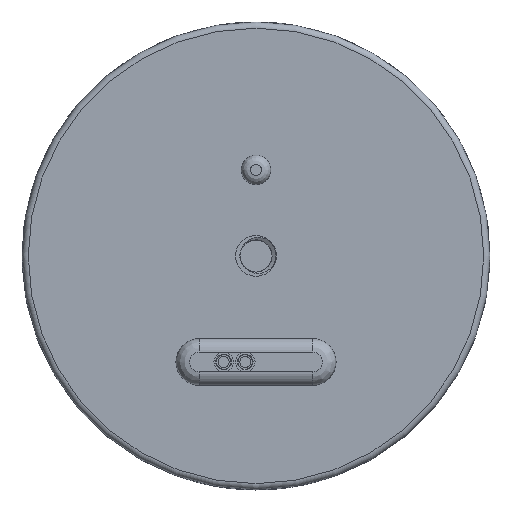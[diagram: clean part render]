
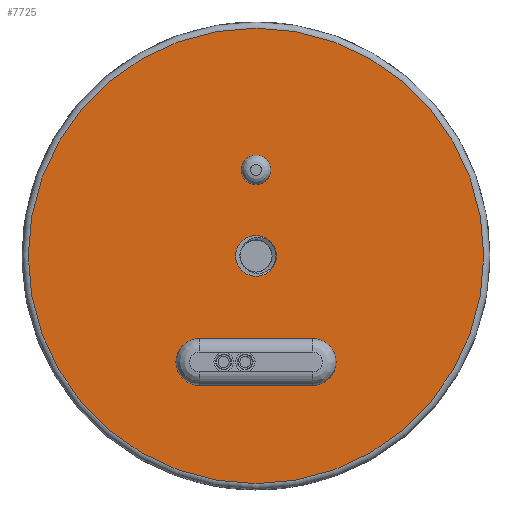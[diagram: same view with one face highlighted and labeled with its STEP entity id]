
A CAD part, top view. The second image highlights one B-rep face of the part: STEP entity #7725.
In plain terms, the highlighted planar face has unit normal (0, 0, 1).
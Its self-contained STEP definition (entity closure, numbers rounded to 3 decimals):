
#147=FACE_BOUND('',#1187,.T.);
#148=FACE_BOUND('',#1188,.T.);
#149=FACE_BOUND('',#1189,.T.);
#346=PLANE('',#8412);
#714=FACE_OUTER_BOUND('',#1186,.T.);
#1186=EDGE_LOOP('',(#6638));
#1187=EDGE_LOOP('',(#6639));
#1188=EDGE_LOOP('',(#6640));
#1189=EDGE_LOOP('',(#6641,#6642,#6643,#6644));
#1624=CIRCLE('',#8410,37.);
#1626=CIRCLE('',#8413,3.3);
#1627=CIRCLE('',#8414,2.4);
#1628=CIRCLE('',#8415,3.8);
#1629=CIRCLE('',#8416,3.8);
#2271=LINE('',#14397,#2985);
#2272=LINE('',#14401,#2986);
#2985=VECTOR('',#10302,10.);
#2986=VECTOR('',#10305,10.);
#3750=VERTEX_POINT('',#14387);
#3751=VERTEX_POINT('',#14391);
#3752=VERTEX_POINT('',#14393);
#3753=VERTEX_POINT('',#14395);
#3754=VERTEX_POINT('',#14396);
#3755=VERTEX_POINT('',#14398);
#3756=VERTEX_POINT('',#14400);
#4775=EDGE_CURVE('',#3750,#3750,#1624,.T.);
#4777=EDGE_CURVE('',#3751,#3751,#1626,.T.);
#4778=EDGE_CURVE('',#3752,#3752,#1627,.T.);
#4779=EDGE_CURVE('',#3753,#3754,#2271,.T.);
#4780=EDGE_CURVE('',#3754,#3755,#1628,.T.);
#4781=EDGE_CURVE('',#3755,#3756,#2272,.T.);
#4782=EDGE_CURVE('',#3756,#3753,#1629,.T.);
#6638=ORIENTED_EDGE('',*,*,#4775,.F.);
#6639=ORIENTED_EDGE('',*,*,#4777,.T.);
#6640=ORIENTED_EDGE('',*,*,#4778,.T.);
#6641=ORIENTED_EDGE('',*,*,#4779,.T.);
#6642=ORIENTED_EDGE('',*,*,#4780,.T.);
#6643=ORIENTED_EDGE('',*,*,#4781,.T.);
#6644=ORIENTED_EDGE('',*,*,#4782,.T.);
#7725=ADVANCED_FACE('',(#714,#147,#148,#149),#346,.T.);
#8410=AXIS2_PLACEMENT_3D('',#14388,#10292,#10293);
#8412=AXIS2_PLACEMENT_3D('',#14390,#10296,#10297);
#8413=AXIS2_PLACEMENT_3D('',#14392,#10298,#10299);
#8414=AXIS2_PLACEMENT_3D('',#14394,#10300,#10301);
#8415=AXIS2_PLACEMENT_3D('',#14399,#10303,#10304);
#8416=AXIS2_PLACEMENT_3D('',#14402,#10306,#10307);
#10292=DIRECTION('center_axis',(0.,0.,-1.));
#10293=DIRECTION('ref_axis',(0.,-1.,0.));
#10296=DIRECTION('center_axis',(0.,0.,1.));
#10297=DIRECTION('ref_axis',(0.,-1.,0.));
#10298=DIRECTION('center_axis',(0.,0.,-1.));
#10299=DIRECTION('ref_axis',(1.,0.,0.));
#10300=DIRECTION('center_axis',(0.,0.,-1.));
#10301=DIRECTION('ref_axis',(0.,1.,0.));
#10302=DIRECTION('',(-1.,0.,0.));
#10303=DIRECTION('center_axis',(0.,0.,-1.));
#10304=DIRECTION('ref_axis',(1.,0.,0.));
#10305=DIRECTION('',(1.,0.,0.));
#10306=DIRECTION('center_axis',(0.,0.,-1.));
#10307=DIRECTION('ref_axis',(1.,0.,0.));
#14387=CARTESIAN_POINT('',(-37.,0.,-2.5));
#14388=CARTESIAN_POINT('Origin',(0.,0.,-2.5));
#14390=CARTESIAN_POINT('Origin',(0.,0.,-2.5));
#14391=CARTESIAN_POINT('',(-3.3,0.,-2.5));
#14392=CARTESIAN_POINT('Origin',(0.,0.,-2.5));
#14393=CARTESIAN_POINT('',(0.,11.57,-2.5));
#14394=CARTESIAN_POINT('Origin',(0.,13.97,-2.5));
#14395=CARTESIAN_POINT('',(9.2,-21.034,-2.5));
#14396=CARTESIAN_POINT('',(-9.2,-21.034,-2.5));
#14397=CARTESIAN_POINT('',(-4.6,-21.034,-2.5));
#14398=CARTESIAN_POINT('',(-9.2,-13.434,-2.5));
#14399=CARTESIAN_POINT('Origin',(-9.2,-17.234,-2.5));
#14400=CARTESIAN_POINT('',(9.2,-13.434,-2.5));
#14401=CARTESIAN_POINT('',(4.6,-13.434,-2.5));
#14402=CARTESIAN_POINT('Origin',(9.2,-17.234,-2.5));
